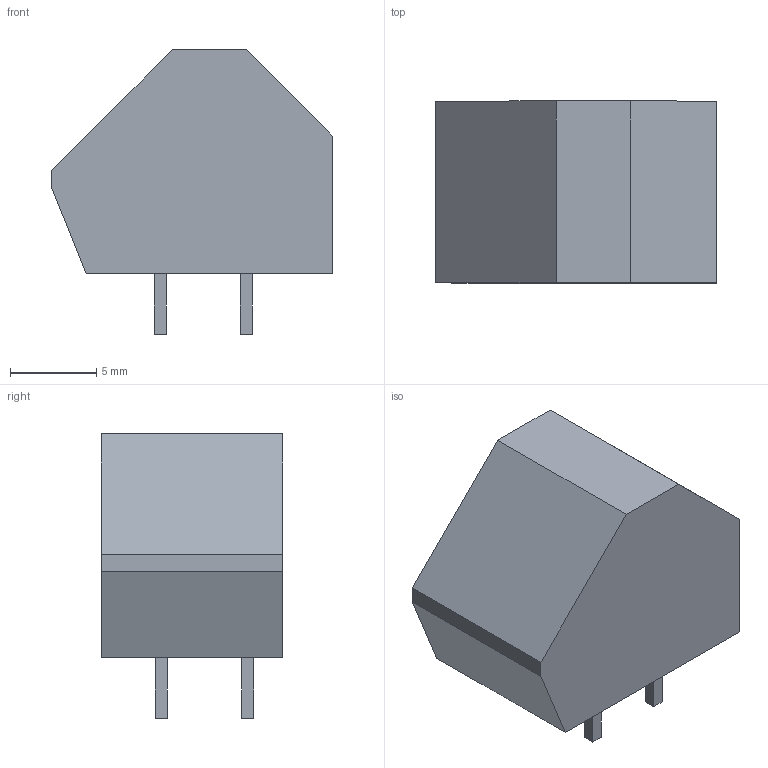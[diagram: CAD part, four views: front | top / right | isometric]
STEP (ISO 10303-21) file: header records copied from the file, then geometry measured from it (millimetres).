
FILE_DESCRIPTION (( 'STEP AP214' ), '1' );
FILE_NAME ('8191 FK 2.STEP', '2021-09-29T05:43:41', ( '' ), ( '' ), 'SwSTEP 2.0', 'SolidWorks 2019', '' );
FILE_SCHEMA (( 'AUTOMOTIVE_DESIGN' ));
Length unit declared in the file: millimetre
Products named in the file (1): 8191 FK 2
Bounding box: 16.3 x 10.55 x 16.5 mm (x, y, z)
Volume: 1799.3 mm3; surface area: 906 mm2
Topology: 1 solids, 1 shells, 29 faces, 69 edges, 46 vertices
Faces by surface type: plane 29
Entity records: 956 total; most frequent: CARTESIAN_POINT 145, ORIENTED_EDGE 138, DIRECTION 129, EDGE_CURVE 69, LINE 69, VECTOR 69, VERTEX_POINT 46, EDGE_LOOP 33
